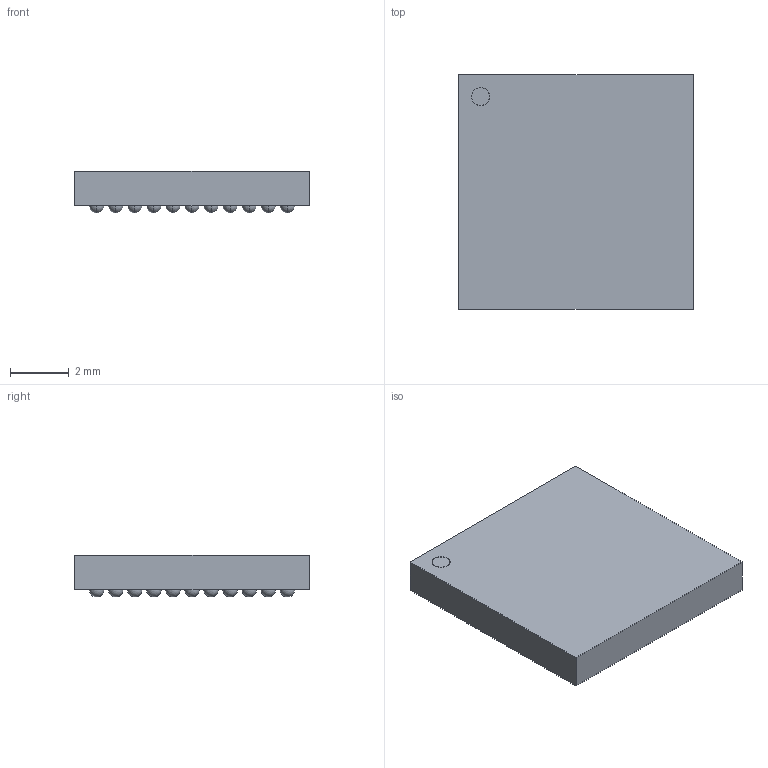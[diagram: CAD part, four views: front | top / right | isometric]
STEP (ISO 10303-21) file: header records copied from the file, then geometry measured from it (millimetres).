
FILE_DESCRIPTION (( 'STEP AP214' ), '1' );
FILE_NAME ('BGA121C65P11X11_800X800X143_JEDEC_MO-275-CCBE-1_Freescale_MAPBGA_121.STEP', '2014-10-03T08:23:26', ( 'pomocnik' ), ( '' ), 'SwSTEP 2.0', 'SolidWorks 2012', '' );
FILE_SCHEMA (( 'AUTOMOTIVE_DESIGN' ));
Length unit declared in the file: millimetre
Products named in the file (1): BGA121C65P11X11_800X800X143_JEDEC_MO-275-CCBE-1_Freescale_MAPBGA_121
Bounding box: 8 x 8 x 1.43 mm (x, y, z)
Volume: 79.5 mm3; surface area: 189.5 mm2
Topology: 1 solids, 1 shells, 493 faces, 1470 edges, 859 vertices
Faces by surface type: cylinder 242, sphere 242, plane 7, torus 2
Entity records: 15584 total; most frequent: DIRECTION 3190, CARTESIAN_POINT 2581, ORIENTED_EDGE 2456, AXIS2_PLACEMENT_3D 1468, EDGE_CURVE 1228, CIRCLE 974, VERTEX_POINT 859, EDGE_LOOP 615
